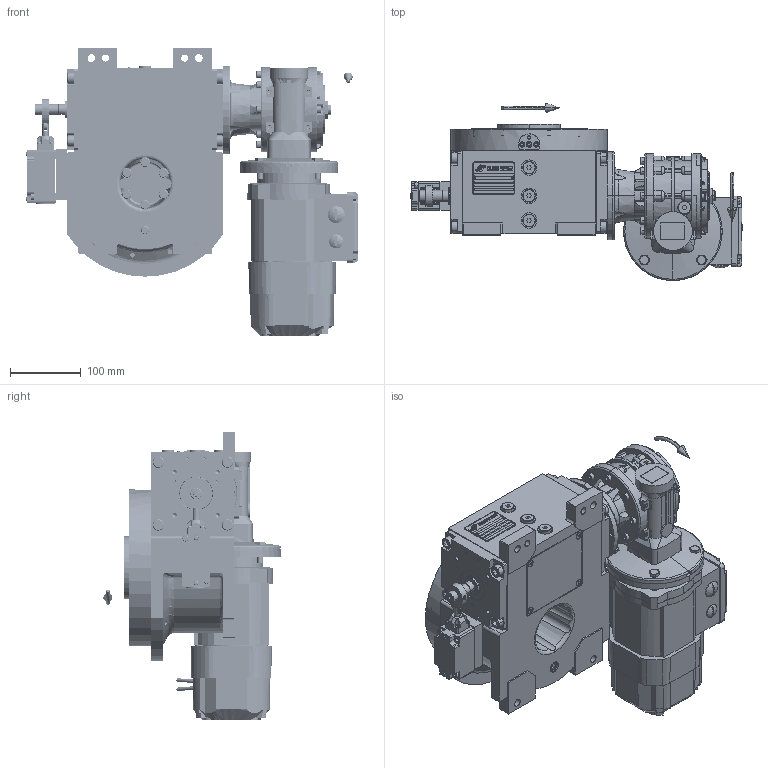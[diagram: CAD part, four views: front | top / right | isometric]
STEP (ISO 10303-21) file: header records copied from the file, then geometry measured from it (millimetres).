
FILE_DESCRIPTION (( 'STEP AP203' ), '1' );
FILE_NAME ('PC5200562.step', '2024-08-29T12:07:06', ( '' ), ( '' ), 'SwSTEP 2.0', 'SolidWorks 2020', '' );
FILE_SCHEMA (( 'CONFIG_CONTROL_DESIGN' ));
Length unit declared in the file: millimetre
Products named in the file (90): CFN2356_03_047^rig06_071_06_m_asm(2)_rig06_071_06_m_asm.stp; 900_38_10_49_4; cfn2115_02_165; cfn2000_01_126; rig06_002_bl_001; cfn2205_01_013; cfn2155_01_056; cfn2107_01_001; RIG06_005_ASM^rig06_071_06_m_asm(2)_rig06_071_06_m_asm.stp; freccia_angolare; cfn2151_01_290; AS_900_38_11_34_4; 900_38_11_34_4; CFN2010_02_002^rig06_071_06_m_asm(2)_rig06_071_06_m_asm.stp; 9004_1704; AS_rig06_004_s_001; CFN2000_01_185^RIG06_005_ASM_rig06_071_06_m_asm(2)_rig06_071_06_m_asm.stp; cfn2104_01_016; cfn2000_01_103; cfn2128_04_004; cfn2070_05_005; AS_rig06_016; DRN63MS4BE03HRFF; AS_rig06_002_bl_001; CFN2010_01_012^rig06_071_06_m_asm(2)_rig06_071_06_m_asm.stp; rig06_015; cfn2115_01_005; cfn2000_01_124; 900_38_30_003; cfn2276_01_074; cfn2000_01_168; olio_agip_blasia_150; AS_900_38_10_49_4; rig06_016; rig06_004; cfn2151_01_109; cfn2400_01_001; rig06_001_a; AS_rig06_071_6_m; cfn2155_01_303 ...
Assembly tree (87 placements, depth 5):
  CFN2356_03_047^rig06_071_06_m_asm(2)_rig06_071_06_m_asm.stp
  cfn2115_02_165
  cfn2205_01_013
  cfn2151_01_290
  CFN2010_01_012^rig06_071_06_m_asm(2)_rig06_071_06_m_asm.stp
Bounding box: 470.9 x 251.48 x 409.8 mm (x, y, z)
Volume: 6440676.8 mm3; surface area: 1188160 mm2
Topology: 74 solids, 74 shells, 4160 faces, 10648 edges, 6838 vertices
Faces by surface type: plane 1919, cylinder 1360, cone 614, torus 207, bspline 50, sphere 10
Entity records: 152143 total; most frequent: CARTESIAN_POINT 46405, ORIENTED_EDGE 20168, DIRECTION 19907, EDGE_CURVE 10084, AXIS2_PLACEMENT_3D 7188, VERTEX_POINT 6549, LINE 5531, VECTOR 5531
